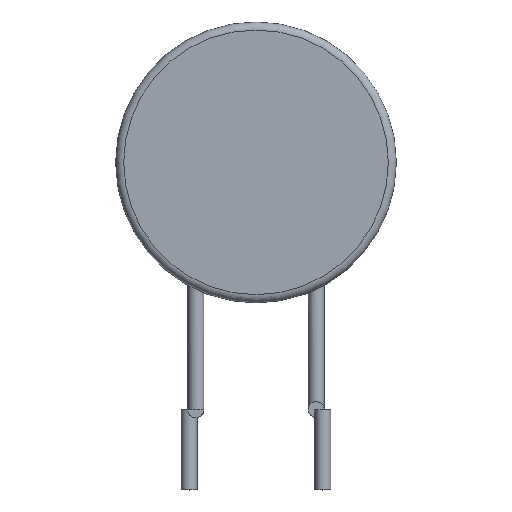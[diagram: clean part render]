
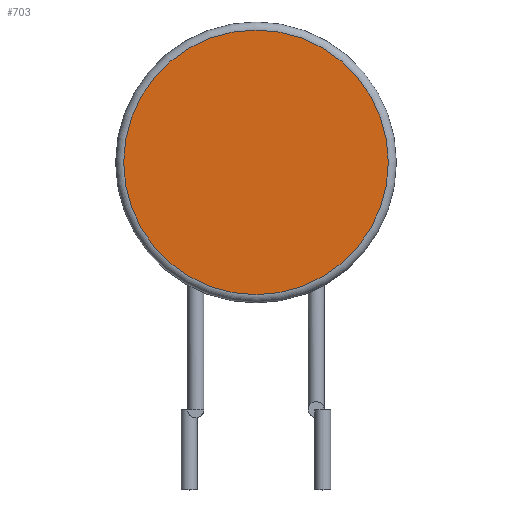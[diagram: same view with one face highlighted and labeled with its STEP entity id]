
A CAD part, top view. The second image highlights one B-rep face of the part: STEP entity #703.
In plain terms, the highlighted planar face has unit normal (0, 0, 1).
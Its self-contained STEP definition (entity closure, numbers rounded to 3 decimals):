
#94 = TOROIDAL_SURFACE('',#95,4.95,0.3);
#95 = AXIS2_PLACEMENT_3D('',#96,#97,#98);
#96 = CARTESIAN_POINT('',(-0.,10.25,2.45));
#97 = DIRECTION('',(0.,0.,1.));
#98 = DIRECTION('',(1.,0.,0.));
#390 = VERTEX_POINT('',#391);
#391 = CARTESIAN_POINT('',(4.95,10.25,2.75));
#413 = EDGE_CURVE('',#390,#390,#414,.T.);
#414 = SURFACE_CURVE('',#415,(#420,#427),.PCURVE_S1.);
#415 = CIRCLE('',#416,4.95);
#416 = AXIS2_PLACEMENT_3D('',#417,#418,#419);
#417 = CARTESIAN_POINT('',(0.,10.25,2.75));
#418 = DIRECTION('',(0.,0.,1.));
#419 = DIRECTION('',(1.,0.,0.));
#420 = PCURVE('',#94,#421);
#421 = DEFINITIONAL_REPRESENTATION('',(#422),#426);
#422 = LINE('',#423,#424);
#423 = CARTESIAN_POINT('',(0.,1.571));
#424 = VECTOR('',#425,1.);
#425 = DIRECTION('',(1.,0.));
#426 = ( GEOMETRIC_REPRESENTATION_CONTEXT(2) 
PARAMETRIC_REPRESENTATION_CONTEXT() REPRESENTATION_CONTEXT('2D SPACE',''
  ) );
#427 = PCURVE('',#428,#433);
#428 = PLANE('',#429);
#429 = AXIS2_PLACEMENT_3D('',#430,#431,#432);
#430 = CARTESIAN_POINT('',(0.,10.25,2.75));
#431 = DIRECTION('',(0.,0.,-1.));
#432 = DIRECTION('',(0.,1.,0.));
#433 = DEFINITIONAL_REPRESENTATION('',(#434),#442);
#434 = ( BOUNDED_CURVE() B_SPLINE_CURVE(2,(#435,#436,#437,#438,#439,#440
,#441),.UNSPECIFIED.,.T.,.F.) B_SPLINE_CURVE_WITH_KNOTS((1,2,2,2,2,1),(
    -2.094,0.,2.094,4.189,6.283,
8.378),.UNSPECIFIED.) CURVE() GEOMETRIC_REPRESENTATION_ITEM() 
RATIONAL_B_SPLINE_CURVE((1.,0.5,1.,0.5,1.,0.5,1.)) REPRESENTATION_ITEM(
  '') );
#435 = CARTESIAN_POINT('',(0.,4.95));
#436 = CARTESIAN_POINT('',(8.574,4.95));
#437 = CARTESIAN_POINT('',(4.287,-2.475));
#438 = CARTESIAN_POINT('',(0.,-9.9));
#439 = CARTESIAN_POINT('',(-4.287,-2.475));
#440 = CARTESIAN_POINT('',(-8.574,4.95));
#441 = CARTESIAN_POINT('',(0.,4.95));
#442 = ( GEOMETRIC_REPRESENTATION_CONTEXT(2) 
PARAMETRIC_REPRESENTATION_CONTEXT() REPRESENTATION_CONTEXT('2D SPACE',''
  ) );
#703 = ADVANCED_FACE('',(#704),#428,.F.);
#704 = FACE_BOUND('',#705,.F.);
#705 = EDGE_LOOP('',(#706));
#706 = ORIENTED_EDGE('',*,*,#413,.F.);
